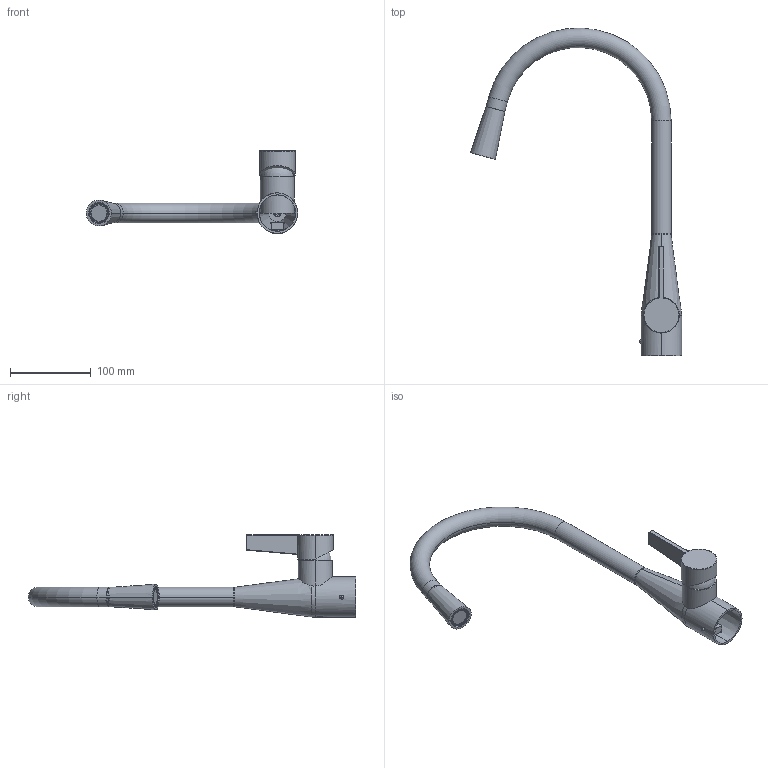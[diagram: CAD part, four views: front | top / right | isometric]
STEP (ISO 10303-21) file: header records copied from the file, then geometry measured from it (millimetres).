
FILE_DESCRIPTION (( 'STEP AP214' ), '1' );
FILE_NAME ('memo_km_RH.STEP', '2020-04-14T04:52:36', ( '' ), ( '' ), 'SwSTEP 2.0', 'SolidWorks 2020', '' );
FILE_SCHEMA (( 'AUTOMOTIVE_DESIGN' ));
Length unit declared in the file: millimetre
Products named in the file (14): PX0020X-XX_.stp.STEP; PX0103X-XX_.stp.STEP; main body.STEP; 5001_asm.stp.STEP; PS0021S-XX_.stp.STEP; PJ0047T2B5_.stp.STEP; PX0116X-XX_.stp.STEP; minute_sensor.STEP; memo_km_RH; LED.STEP; 5001_asm_update.STEP; PS0054S-XX_.stp.STEP; PJ0039T1B5_.stp.STEP; mixer handle
Assembly tree (13 placements, depth 4):
  memo_km_RH
    5001_asm_update.STEP
      5001_asm.stp.STEP
        PS0021S-XX_.stp.STEP
        PX0116X-XX_.stp.STEP
        PJ0047T2B5_.stp.STEP
        PX0103X-XX_.stp.STEP
        PJ0039T1B5_.stp.STEP
        PX0020X-XX_.stp.STEP
        PS0054S-XX_.stp.STEP
      main body.STEP
      minute_sensor.STEP
      LED.STEP
    mixer handle
Bounding box: 260.98 x 404.77 x 102 mm (x, y, z)
Volume: 213528.8 mm3; surface area: 140834.5 mm2
Topology: 10 solids, 13 shells, 298 faces, 734 edges, 453 vertices
Faces by surface type: plane 143, cylinder 90, cone 28, torus 25, sphere 9, bspline 3
Entity records: 11841 total; most frequent: CARTESIAN_POINT 4394, DIRECTION 1455, ORIENTED_EDGE 1428, EDGE_CURVE 718, AXIS2_PLACEMENT_3D 537, VERTEX_POINT 449, LINE 381, VECTOR 381
